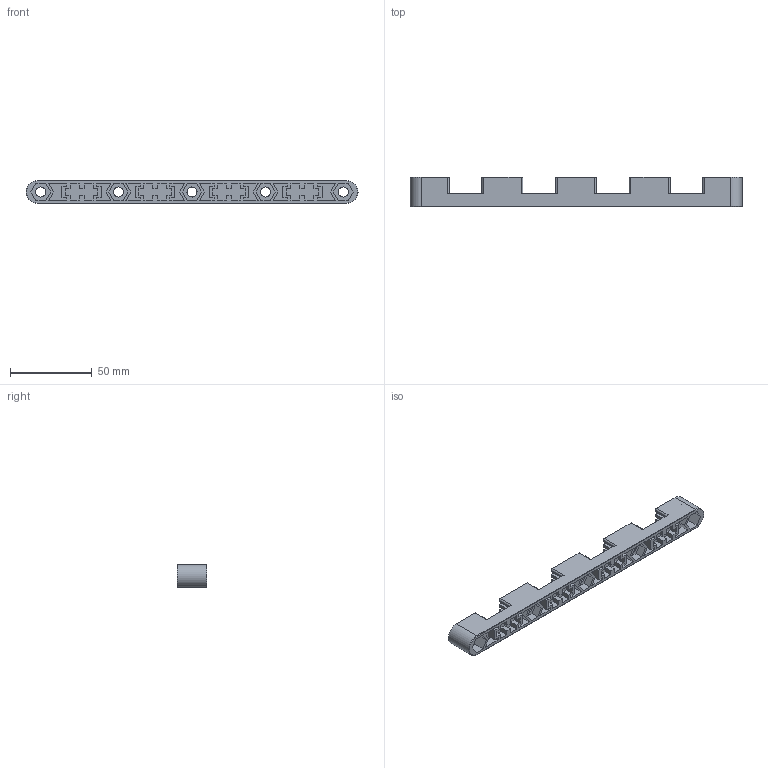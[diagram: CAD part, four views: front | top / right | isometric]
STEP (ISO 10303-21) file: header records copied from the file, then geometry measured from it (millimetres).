
FILE_DESCRIPTION(/* description */ (''),/* implementation_level */ '2;1');
FILE_NAME(/* name */ 'DBBS-4P-20-PART.step',/* time_stamp */ '2022-03-02T08:16:45+00:00',/* author */ (''),/* organization */ (''),/* preprocessor_version */ 'ST-DEVELOPER v18.1',/* originating_system */ 'Autodesk Translation Framework v10.13.0.1454',/* authorisation */ '');
FILE_SCHEMA (('AUTOMOTIVE_DESIGN { 1 0 10303 214 3 1 1 }'));
Length unit declared in the file: millimetre
Products named in the file (1): DBBS-4P-20-PART
Bounding box: 203 x 18 x 14 mm (x, y, z)
Volume: 22293.6 mm3; surface area: 21778.1 mm2
Topology: 1 solids, 1 shells, 598 faces, 1646 edges, 1096 vertices
Faces by surface type: plane 500, cylinder 52, bspline 44, cone 2
Full cylindrical faces by diameter (mm): 6.2 x5, 13 x5
Entity records: 21245 total; most frequent: CARTESIAN_POINT 6137, ORIENTED_EDGE 3292, DIRECTION 2774, EDGE_CURVE 1646, LINE 1452, VECTOR 1452, VERTEX_POINT 1096, AXIS2_PLACEMENT_3D 661
